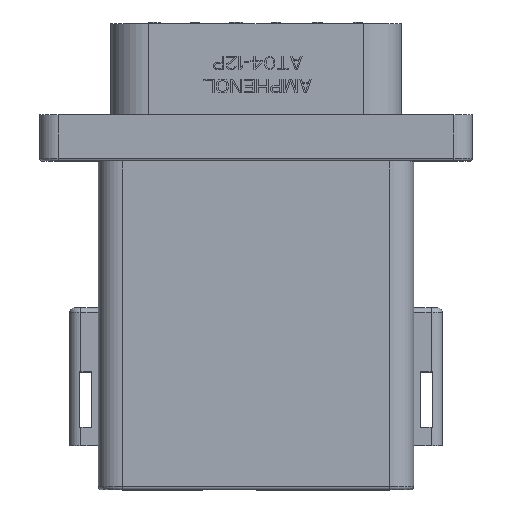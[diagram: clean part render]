
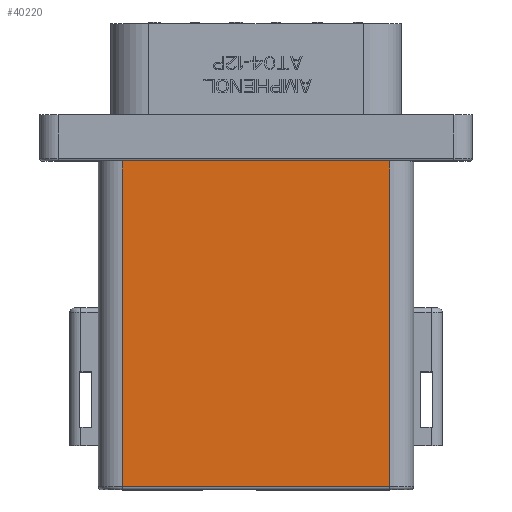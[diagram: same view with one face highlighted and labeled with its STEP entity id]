
A CAD part, top view. The second image highlights one B-rep face of the part: STEP entity #40220.
In plain terms, the highlighted planar face has unit normal (0, 0, 1).
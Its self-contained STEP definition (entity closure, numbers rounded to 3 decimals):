
#14703=DIRECTION('',(0.,1.,0.));
#14704=VECTOR('',#14703,35.4);
#14705=CARTESIAN_POINT('',(14.525,0.2,11.1));
#14706=LINE('',#14705,#14704);
#14712=DIRECTION('',(-1.,0.,0.));
#14713=VECTOR('',#14712,29.05);
#14714=CARTESIAN_POINT('',(14.525,0.2,11.1));
#14715=LINE('',#14714,#14713);
#14716=DIRECTION('',(0.,1.,0.));
#14717=VECTOR('',#14716,35.4);
#14718=CARTESIAN_POINT('',(-14.525,0.2,11.1));
#14719=LINE('',#14718,#14717);
#14720=DIRECTION('',(1.,0.,0.));
#14721=VECTOR('',#14720,29.05);
#14722=CARTESIAN_POINT('',(-14.525,35.6,11.1));
#14723=LINE('',#14722,#14721);
#17912=CARTESIAN_POINT('',(-14.525,35.6,11.1));
#17913=CARTESIAN_POINT('',(14.525,35.6,11.1));
#17914=VERTEX_POINT('',#17912);
#17915=VERTEX_POINT('',#17913);
#18086=CARTESIAN_POINT('',(-14.525,0.2,11.1));
#18087=VERTEX_POINT('',#18086);
#18090=CARTESIAN_POINT('',(14.525,0.2,11.1));
#18091=VERTEX_POINT('',#18090);
#40209=CARTESIAN_POINT('',(-17.125,0.,11.1));
#40210=DIRECTION('',(0.,0.,1.));
#40211=DIRECTION('',(1.,0.,0.));
#40212=AXIS2_PLACEMENT_3D('',#40209,#40210,#40211);
#40213=PLANE('',#40212);
#40214=ORIENTED_EDGE('',*,*,#21132,.T.);
#40215=ORIENTED_EDGE('',*,*,#21160,.T.);
#40216=ORIENTED_EDGE('',*,*,#21216,.T.);
#40217=ORIENTED_EDGE('',*,*,#40202,.F.);
#40218=EDGE_LOOP('',(#40214,#40215,#40216,#40217));
#40219=FACE_OUTER_BOUND('',#40218,.F.);
#40220=ADVANCED_FACE('',(#40219),#40213,.T.);
#21132=EDGE_CURVE('',#18091,#18087,#14715,.T.);
#21160=EDGE_CURVE('',#18087,#17914,#14719,.T.);
#21216=EDGE_CURVE('',#17914,#17915,#14723,.T.);
#40202=EDGE_CURVE('',#18091,#17915,#14706,.T.);
